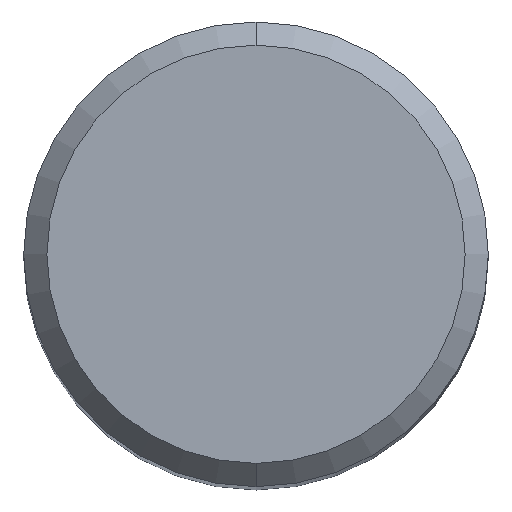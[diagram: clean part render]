
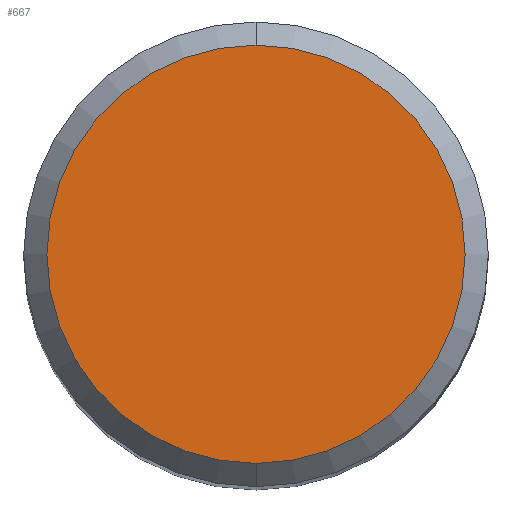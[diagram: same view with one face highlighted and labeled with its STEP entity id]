
A CAD part, top view. The second image highlights one B-rep face of the part: STEP entity #667.
In plain terms, the highlighted planar face has unit normal (0, 0, 1).
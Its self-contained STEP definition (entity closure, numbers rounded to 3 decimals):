
#667=ADVANCED_FACE('',(#1355),#1356,.T.);
#683=EDGE_CURVE('',#715,#719,#1373,.T.);
#715=VERTEX_POINT('',#1406);
#719=VERTEX_POINT('',#1411);
#827=EDGE_CURVE('',#719,#715,#1532,.T.);
#1355=FACE_OUTER_BOUND('',#5779,.T.);
#1356=PLANE('',#5780);
#1373=CIRCLE('',#5848,4.5);
#1406=CARTESIAN_POINT('',(0.0,4.5,0.0));
#1411=CARTESIAN_POINT('',(0.,-4.5,0.0));
#1532=CIRCLE('',#7396,4.5);
#5779=EDGE_LOOP('',(#9926,#9927));
#5780=AXIS2_PLACEMENT_3D('',#9928,#9929,#9930);
#5848=AXIS2_PLACEMENT_3D('',#9941,#9942,#9943);
#7396=AXIS2_PLACEMENT_3D('',#10113,#10114,#10115);
#9926=ORIENTED_EDGE('',*,*,#683,.F.);
#9927=ORIENTED_EDGE('',*,*,#827,.F.);
#9928=CARTESIAN_POINT('',(0.0,2.25,0.0));
#9929=DIRECTION('',(-0.0,0.0,1.0));
#9930=DIRECTION('',(0.0,-1.0,0.0));
#9941=CARTESIAN_POINT('',(0.0,0.0,0.0));
#9942=DIRECTION('',(0.0,0.0,-1.0));
#9943=DIRECTION('',(0.0,1.0,0.0));
#10113=CARTESIAN_POINT('',(0.0,0.0,0.0));
#10114=DIRECTION('',(0.0,0.0,-1.0));
#10115=DIRECTION('',(0.0,1.0,0.0));
